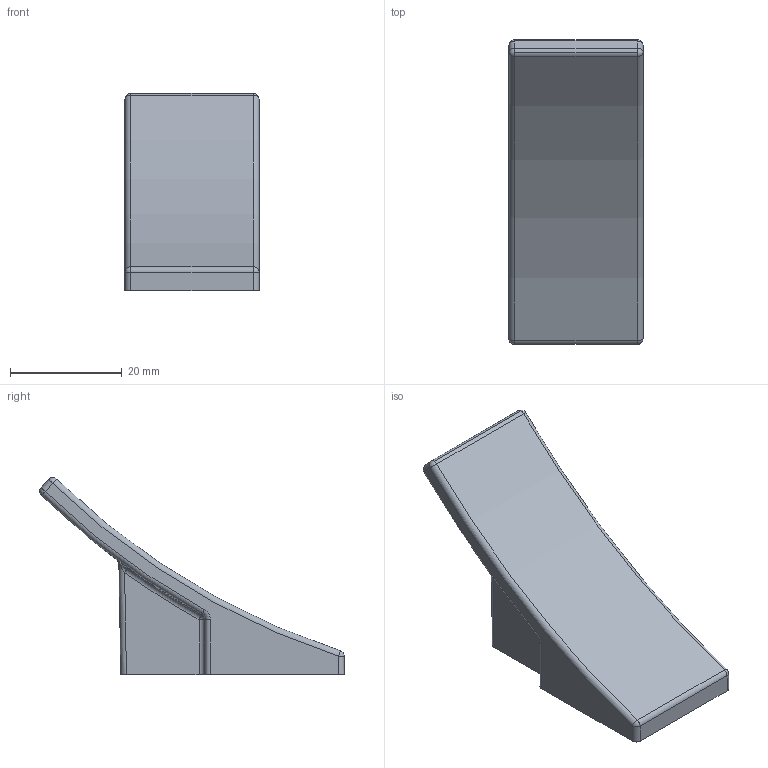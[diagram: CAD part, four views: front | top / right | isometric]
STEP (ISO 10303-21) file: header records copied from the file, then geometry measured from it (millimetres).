
FILE_DESCRIPTION (( 'STEP AP214' ), '1' );
FILE_NAME ('F002445,F002446,F002447,F002448_3D.step', '2022-07-07T08:13:38', ( '' ), ( '' ), 'SwSTEP 2.0', 'SolidWorks 2020', '' );
FILE_SCHEMA (( 'AUTOMOTIVE_DESIGN' ));
Length unit declared in the file: millimetre
Products named in the file (1): F002445,F002446,F002447,F002448_3D
Bounding box: 24 x 54.52 x 35.27 mm (x, y, z)
Volume: 12460.8 mm3; surface area: 5690.4 mm2
Topology: 1 solids, 1 shells, 89 faces, 228 edges, 137 vertices
Faces by surface type: cylinder 35, plane 22, bspline 12, sphere 8, torus 8, cone 4
Entity records: 2974 total; most frequent: CARTESIAN_POINT 875, ORIENTED_EDGE 440, DIRECTION 430, EDGE_CURVE 220, AXIS2_PLACEMENT_3D 166, VERTEX_POINT 135, VECTOR 98, LINE 98
